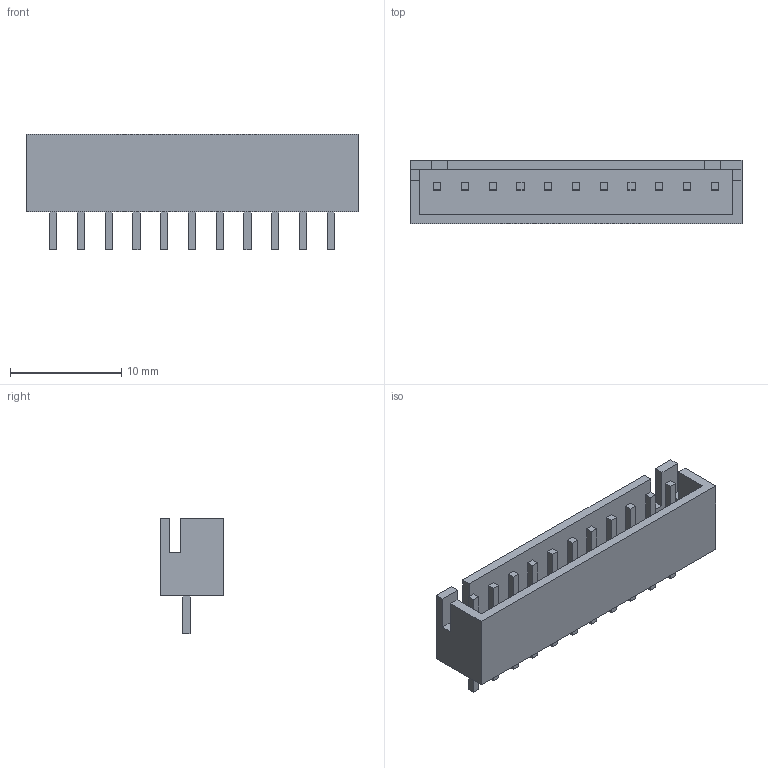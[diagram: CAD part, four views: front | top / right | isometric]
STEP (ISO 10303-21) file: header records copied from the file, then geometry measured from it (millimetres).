
FILE_DESCRIPTION(('FreeCAD Model'),'2;1');
FILE_NAME('JST_XH_B11B-XH-A_11x2.50mm_Straight.STEP','2016-03-20T22:16:02',( 'Author'),(''),'Open CASCADE STEP processor 6.8','FreeCAD','Unknown' );
FILE_SCHEMA(('AUTOMOTIVE_DESIGN_CC2 { 1 2 10303 214 -1 1 5 4 }'));
Length unit declared in the file: millimetre
Products named in the file (1): B11B-XH-A
Bounding box: 29.9 x 5.75 x 10.4 mm (x, y, z)
Volume: 681.5 mm3; surface area: 1357.9 mm2
Topology: 1 solids, 1 shells, 134 faces, 330 edges, 220 vertices
Faces by surface type: plane 134
Entity records: 9115 total; most frequent: CARTESIAN_POINT 1345, DIRECTION 1260, LINE 990, VECTOR 990, ORIENTED_EDGE 660, PCURVE 660, DEFINITIONAL_REPRESENTATION 660, EDGE_CURVE 330
